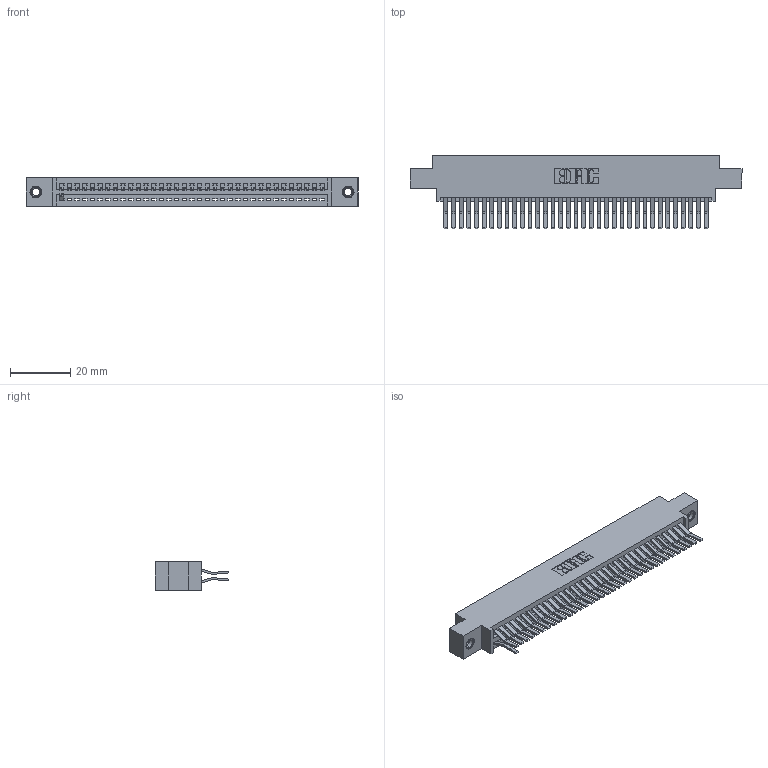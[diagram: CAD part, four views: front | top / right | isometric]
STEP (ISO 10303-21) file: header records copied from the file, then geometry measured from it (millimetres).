
FILE_DESCRIPTION (( 'STEP AP203' ), '1' );
FILE_NAME ('395-070-560-807.STEP', '2018-11-27T03:33:19', ( '' ), ( '' ), 'SwSTEP 2.0', 'SolidWorks 2016', '' );
FILE_SCHEMA (( 'CONFIG_CONTROL_DESIGN' ));
Length unit declared in the file: inch
Products named in the file (4): 395-070-560-807; 345-292-001_560 Tail; 345 Part_0.170 Offset - 0.156 Dia-TI; 345-250-001_345-250-005-103
Assembly tree (39 placements, depth 2):
  395-070-560-807
    345 Part_0.170 Offset - 0.156 Dia-TI
    345-292-001_560 Tail  x36
    345-250-001_345-250-005-103  x2
Bounding box: 110.11 x 24.45 x 9.4 mm (x, y, z)
Volume: 10433.7 mm3; surface area: 14329.6 mm2
Topology: 39 solids, 39 shells, 2334 faces, 6987 edges, 4602 vertices
Faces by surface type: plane 1542, cylinder 776, cone 12, torus 4
Entity records: 28722 total; most frequent: CARTESIAN_POINT 4953, ORIENTED_EDGE 4914, DIRECTION 4367, EDGE_CURVE 2457, VECTOR 2161, LINE 2161, VERTEX_POINT 1632, AXIS2_PLACEMENT_3D 1103
